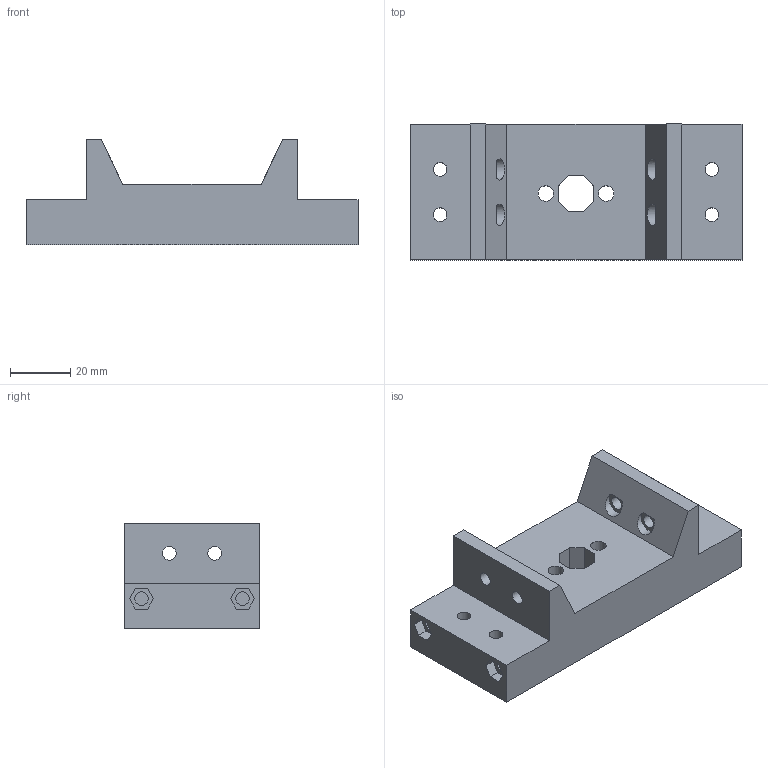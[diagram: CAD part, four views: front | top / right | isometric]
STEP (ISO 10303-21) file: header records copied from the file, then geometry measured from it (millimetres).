
FILE_DESCRIPTION( ( '' ), ' ' );
FILE_NAME( '574ffb5be4b0c0a80cd3a8a2.step', '2016-06-02T09:24:43', ( '' ), ( '' ), ' ', ' ', ' ' );
FILE_SCHEMA( ( 'AUTOMOTIVE_DESIGN { 1 0 10303 214 1 1 1 1 }' ) );
Length unit declared in the file: metre
Products named in the file (1): ZAxisCore
Bounding box: 110 x 45 x 35 mm (x, y, z)
Volume: 93510.6 mm3; surface area: 21561 mm2
Topology: 1 solids, 1 shells, 85 faces, 218 edges, 148 vertices
Faces by surface type: plane 63, cylinder 22
Full cylindrical faces by diameter (mm): 4.5 x12, 5.1 x2
Entity records: 3178 total; most frequent: CARTESIAN_POINT 422, DIRECTION 412, ORIENTED_EDGE 392, EDGE_CURVE 196, LINE 152, VECTOR 152, VERTEX_POINT 140, EDGE_LOOP 134
